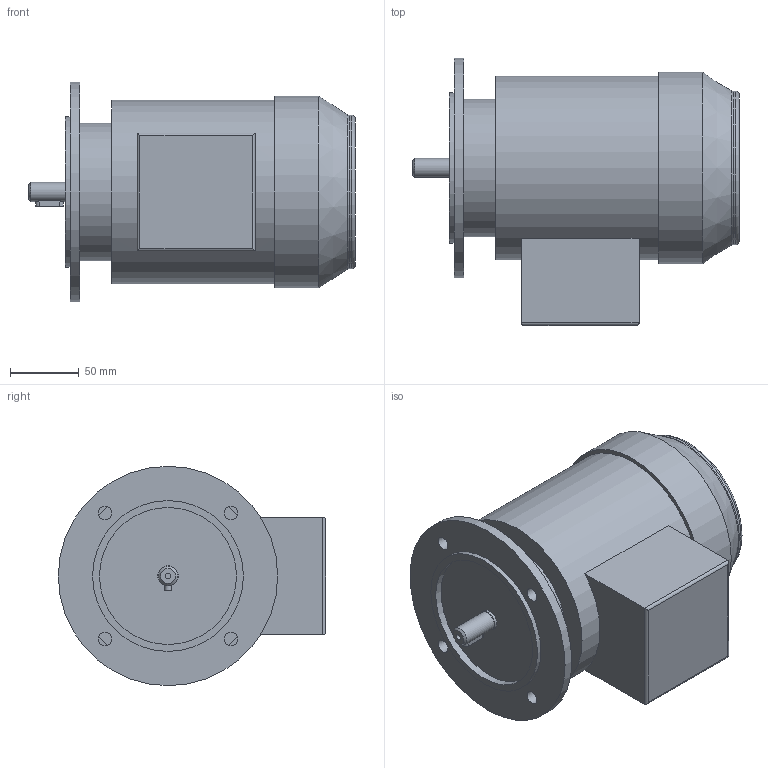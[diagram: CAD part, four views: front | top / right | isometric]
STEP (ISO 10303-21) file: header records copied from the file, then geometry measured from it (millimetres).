
FILE_DESCRIPTION( ( 'Unknown' ), '1' );
FILE_NAME( '3D W-DA71 B5.stp', 'Unknown', ( 'Unknown' ), ( 'Unknown' ), 'PSStep 15.0.49', 'Unknown', ' ' );
FILE_SCHEMA( ( 'AUTOMOTIVE_DESIGN { 1 0 10303 214 1 1 1 1 }' ) );
Length unit declared in the file: millimetre
Products named in the file (1): 1
Bounding box: 238 x 195 x 160 mm (x, y, z)
Volume: 3198388.6 mm3; surface area: 160583 mm2
Topology: 1 solids, 1 shells, 44 faces, 86 edges, 55 vertices
Faces by surface type: cylinder 21, plane 19, torus 2, cone 2
Full cylindrical faces by diameter (mm): 4.134 x1, 10 x4, 14 x1, 15 x1, 20 x1, 100 x1, 100.5 x1, 110 x1, 112 x1, 134 x1, 140 x1, 160 x1
Entity records: 1464 total; most frequent: CARTESIAN_POINT 225, DIRECTION 194, ORIENTED_EDGE 130, AXIS2_PLACEMENT_3D 86, EDGE_LOOP 82, EDGE_CURVE 65, FACE_OUTER_BOUND 61, VERTEX_POINT 53
